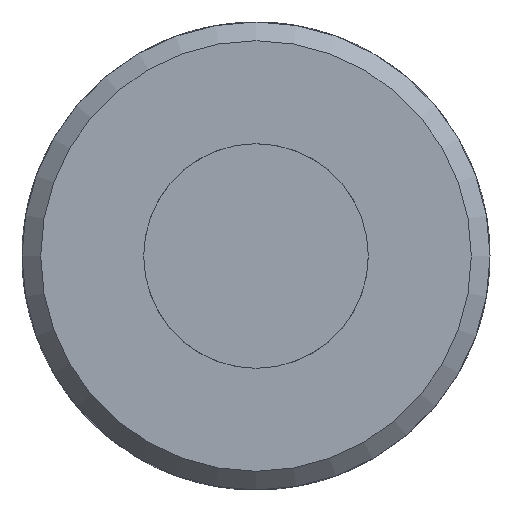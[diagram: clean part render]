
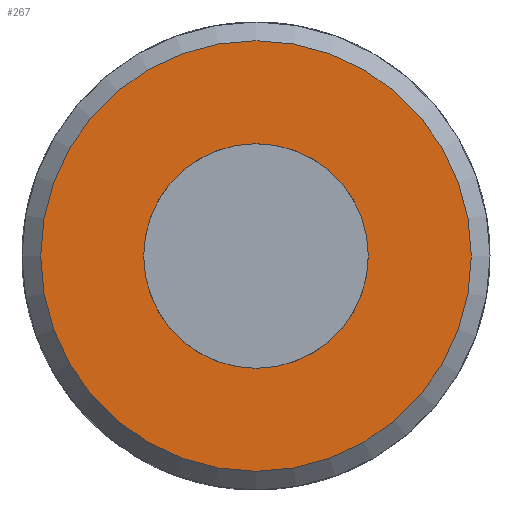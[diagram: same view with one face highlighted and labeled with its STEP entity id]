
A CAD part, left-side view. The second image highlights one B-rep face of the part: STEP entity #267.
In plain terms, the highlighted planar face has unit normal (-1, 0, 0).
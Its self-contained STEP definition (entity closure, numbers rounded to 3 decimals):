
#267 = ADVANCED_FACE( '', ( #541, #542 ), #543, .T. );
#541 = FACE_BOUND( '', #825, .T. );
#542 = FACE_OUTER_BOUND( '', #826, .T. );
#543 = PLANE( '', #827 );
#825 = EDGE_LOOP( '', ( #1313 ) );
#826 = EDGE_LOOP( '', ( #1314 ) );
#827 = AXIS2_PLACEMENT_3D( '', #1315, #1316, #1317 );
#1313 = ORIENTED_EDGE( '', *, *, #1577, .T. );
#1314 = ORIENTED_EDGE( '', *, *, #1644, .F. );
#1315 = CARTESIAN_POINT( '', ( 0., 11.5, 0. ) );
#1316 = DIRECTION( '', ( -1., 0., 0. ) );
#1317 = DIRECTION( '', ( 0., 0., 1. ) );
#1577 = EDGE_CURVE( '', #1848, #1848, #1849, .T. );
#1644 = EDGE_CURVE( '', #1946, #1946, #1947, .T. );
#1848 = VERTEX_POINT( '', #2569 );
#1849 = CIRCLE( '', #2570, 6. );
#1946 = VERTEX_POINT( '', #2818 );
#1947 = CIRCLE( '', #2819, 11.5 );
#2569 = CARTESIAN_POINT( '', ( 0., 0., -6. ) );
#2570 = AXIS2_PLACEMENT_3D( '', #3240, #3241, #3242 );
#2818 = CARTESIAN_POINT( '', ( 0., 0., -11.5 ) );
#2819 = AXIS2_PLACEMENT_3D( '', #3312, #3313, #3314 );
#3240 = CARTESIAN_POINT( '', ( 0., 0., 0. ) );
#3241 = DIRECTION( '', ( 1., 0., 0. ) );
#3242 = DIRECTION( '', ( 0., 0., -1. ) );
#3312 = CARTESIAN_POINT( '', ( 0., 0., 0. ) );
#3313 = DIRECTION( '', ( 1., 0., 0. ) );
#3314 = DIRECTION( '', ( 0., 0., -1. ) );
